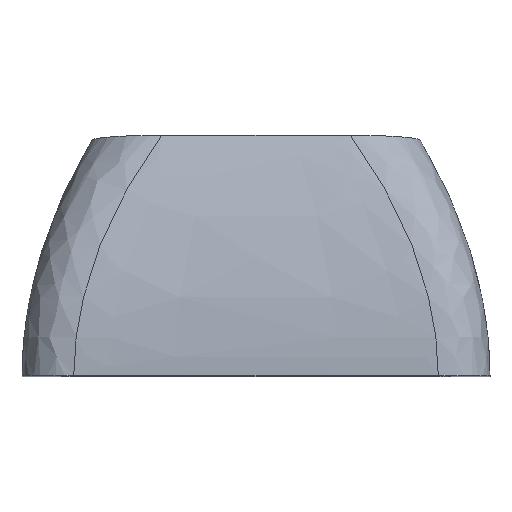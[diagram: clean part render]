
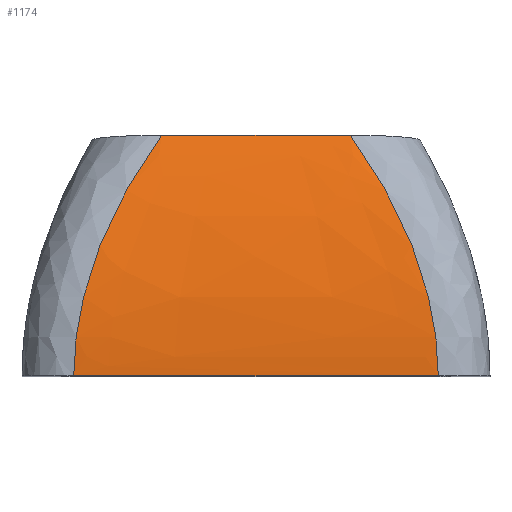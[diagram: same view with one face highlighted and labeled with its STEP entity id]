
A CAD part, top view. The second image highlights one B-rep face of the part: STEP entity #1174.
In plain terms, the highlighted free-form (B-spline) face has degree [3, 3] with [4, 4] control points.
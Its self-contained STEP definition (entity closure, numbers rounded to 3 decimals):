
#45=B_SPLINE_SURFACE_WITH_KNOTS('',3,3,((#2286,#2287,#2288,#2289),(#2290,
#2291,#2292,#2293),(#2294,#2295,#2296,#2297),(#2298,#2299,#2300,#2301)),
 .UNSPECIFIED.,.F.,.F.,.F.,(4,4),(4,4),(0.,1.),(0.,1.),.UNSPECIFIED.);
#76=B_SPLINE_CURVE_WITH_KNOTS('',3,(#2150,#2151,#2152,#2153),
 .UNSPECIFIED.,.F.,.F.,(4,4),(0.,1.),.UNSPECIFIED.);
#82=B_SPLINE_CURVE_WITH_KNOTS('',3,(#2282,#2283,#2284,#2285),
 .UNSPECIFIED.,.F.,.F.,(4,4),(0.,1.),.UNSPECIFIED.);
#113=FACE_OUTER_BOUND('',#180,.T.);
#180=EDGE_LOOP('',(#919,#920,#921,#922));
#255=LINE('',#2108,#382);
#256=LINE('',#2114,#383);
#382=VECTOR('',#1360,10.);
#383=VECTOR('',#1365,10.);
#510=VERTEX_POINT('',#2093);
#517=VERTEX_POINT('',#2106);
#518=VERTEX_POINT('',#2110);
#520=VERTEX_POINT('',#2113);
#651=EDGE_CURVE('',#517,#510,#255,.T.);
#653=EDGE_CURVE('',#520,#518,#256,.T.);
#661=EDGE_CURVE('',#518,#510,#76,.T.);
#667=EDGE_CURVE('',#520,#517,#82,.T.);
#919=ORIENTED_EDGE('',*,*,#653,.T.);
#920=ORIENTED_EDGE('',*,*,#661,.T.);
#921=ORIENTED_EDGE('',*,*,#651,.F.);
#922=ORIENTED_EDGE('',*,*,#667,.F.);
#1174=ADVANCED_FACE('',(#113),#45,.T.);
#1360=DIRECTION('',(-1.,0.,0.));
#1365=DIRECTION('',(-1.,0.,0.));
#2093=CARTESIAN_POINT('',(2.,0.,18.1));
#2106=CARTESIAN_POINT('',(16.1,0.,18.1));
#2108=CARTESIAN_POINT('',(16.1,0.,18.1));
#2110=CARTESIAN_POINT('',(5.4,9.309,15.363));
#2113=CARTESIAN_POINT('',(12.7,9.309,15.363));
#2114=CARTESIAN_POINT('',(12.7,9.309,15.363));
#2150=CARTESIAN_POINT('Ctrl Pts',(5.4,9.309,15.363));
#2151=CARTESIAN_POINT('Ctrl Pts',(3.133,6.206,17.188));
#2152=CARTESIAN_POINT('Ctrl Pts',(2.,2.956,18.1));
#2153=CARTESIAN_POINT('Ctrl Pts',(2.,0.,18.1));
#2282=CARTESIAN_POINT('Ctrl Pts',(12.7,9.309,15.363));
#2283=CARTESIAN_POINT('Ctrl Pts',(14.967,6.206,17.188));
#2284=CARTESIAN_POINT('Ctrl Pts',(16.1,2.956,18.1));
#2285=CARTESIAN_POINT('Ctrl Pts',(16.1,0.,18.1));
#2286=CARTESIAN_POINT('Ctrl Pts',(12.7,9.309,15.363));
#2287=CARTESIAN_POINT('Ctrl Pts',(14.967,6.206,17.188));
#2288=CARTESIAN_POINT('Ctrl Pts',(16.1,2.956,18.1));
#2289=CARTESIAN_POINT('Ctrl Pts',(16.1,0.,18.1));
#2290=CARTESIAN_POINT('Ctrl Pts',(11.286,9.309,15.363));
#2291=CARTESIAN_POINT('Ctrl Pts',(13.336,6.206,17.149));
#2292=CARTESIAN_POINT('Ctrl Pts',(15.053,2.956,18.1));
#2293=CARTESIAN_POINT('Ctrl Pts',(15.053,0.,
18.1));
#2294=CARTESIAN_POINT('Ctrl Pts',(6.814,9.309,15.363));
#2295=CARTESIAN_POINT('Ctrl Pts',(4.764,6.206,17.149));
#2296=CARTESIAN_POINT('Ctrl Pts',(3.047,2.956,18.1));
#2297=CARTESIAN_POINT('Ctrl Pts',(3.047,0.,
18.1));
#2298=CARTESIAN_POINT('Ctrl Pts',(5.4,9.309,15.363));
#2299=CARTESIAN_POINT('Ctrl Pts',(3.133,6.206,17.188));
#2300=CARTESIAN_POINT('Ctrl Pts',(2.,2.956,18.1));
#2301=CARTESIAN_POINT('Ctrl Pts',(2.,0.,18.1));
